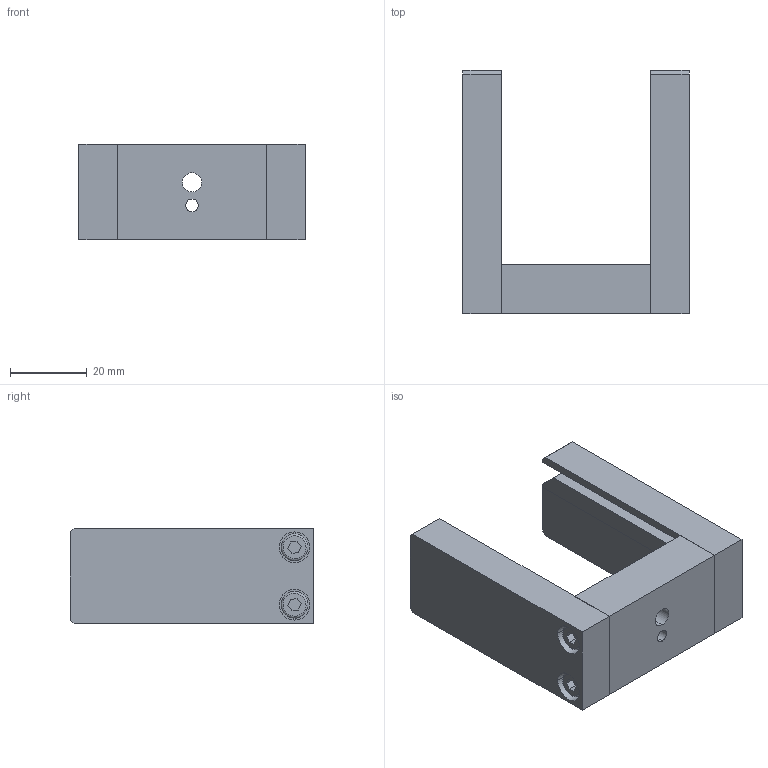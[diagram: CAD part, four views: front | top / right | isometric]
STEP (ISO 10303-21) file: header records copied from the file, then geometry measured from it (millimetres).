
FILE_DESCRIPTION (( 'STEP AP203' ), '1' );
FILE_NAME ('04PHF-2M.STEP', '2016-03-17T02:39:31', ( '' ), ( '' ), 'SwSTEP 2.0', 'SolidWorks 2016', '' );
FILE_SCHEMA (( 'CONFIG_CONTROL_DESIGN' ));
Length unit declared in the file: millimetre
Products named in the file (1): 04PHF-2M
Bounding box: 59 x 63.5 x 25 mm (x, y, z)
Volume: 39924.8 mm3; surface area: 21799.8 mm2
Topology: 13 solids, 13 shells, 212 faces, 474 edges, 304 vertices
Faces by surface type: plane 104, cylinder 84, cone 16, torus 8
Entity records: 5955 total; most frequent: DIRECTION 1084, CARTESIAN_POINT 983, ORIENTED_EDGE 932, EDGE_CURVE 466, AXIS2_PLACEMENT_3D 405, VERTEX_POINT 304, LINE 274, VECTOR 274
